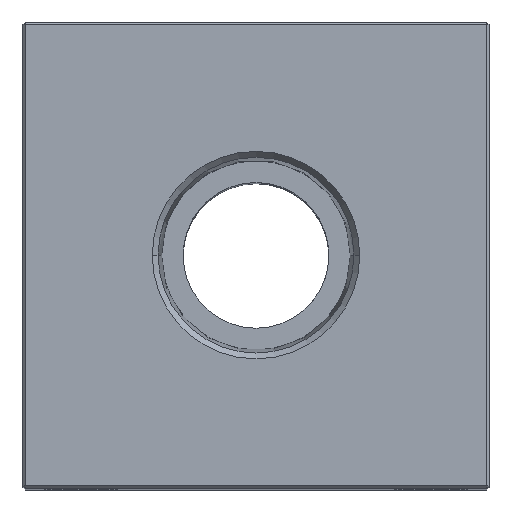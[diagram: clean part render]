
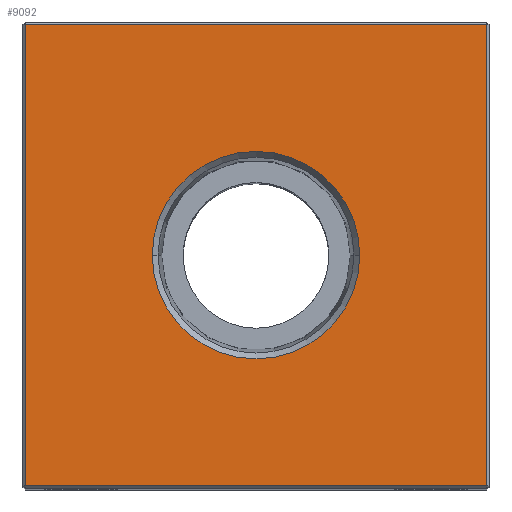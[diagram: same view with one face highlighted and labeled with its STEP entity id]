
A CAD part, top view. The second image highlights one B-rep face of the part: STEP entity #9092.
In plain terms, the highlighted planar face has unit normal (0, 0, 1).
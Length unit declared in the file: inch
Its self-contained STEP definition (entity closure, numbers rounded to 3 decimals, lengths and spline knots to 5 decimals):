
#113 = LINE ( 'NONE', #13675, #12957 ) ;
#738 = DIRECTION ( 'NONE',  ( 0., 0., 1. ) ) ;
#1248 = ORIENTED_EDGE ( 'NONE', *, *, #24043, .F. ) ;
#1280 = EDGE_CURVE ( 'NONE', #10181, #30701, #113, .T. ) ;
#2491 = CIRCLE ( 'NONE', #22257, 0.44487 ) ;
#2513 = VERTEX_POINT ( 'NONE', #32094 ) ;
#2544 = ORIENTED_EDGE ( 'NONE', *, *, #18056, .T. ) ;
#3279 = CARTESIAN_POINT ( 'NONE',  ( 0.44487, 0., 4.25 ) ) ;
#4768 = VERTEX_POINT ( 'NONE', #3279 ) ;
#4874 = ORIENTED_EDGE ( 'NONE', *, *, #8810, .T. ) ;
#6786 = VECTOR ( 'NONE', #11383, 39.37008 ) ;
#7707 = ORIENTED_EDGE ( 'NONE', *, *, #26685, .F. ) ;
#8810 = EDGE_CURVE ( 'NONE', #30701, #12184, #31536, .T. ) ;
#8876 = CARTESIAN_POINT ( 'NONE',  ( 0., 0., 4.25 ) ) ;
#9092 = ADVANCED_FACE ( 'NONE', ( #13425, #19422 ), #17529, .F. ) ;
#9147 = VECTOR ( 'NONE', #10276, 39.37008 ) ;
#9693 = CARTESIAN_POINT ( 'NONE',  ( -0.44487, 0., 4.25 ) ) ;
#10181 = VERTEX_POINT ( 'NONE', #21266 ) ;
#10237 = CARTESIAN_POINT ( 'NONE',  ( 0., 0., 4.25 ) ) ;
#10276 = DIRECTION ( 'NONE',  ( 1., 0., 0. ) ) ;
#10939 = EDGE_LOOP ( 'NONE', ( #7707, #1248 ) ) ;
#11027 = VECTOR ( 'NONE', #19117, 39.37008 ) ;
#11383 = DIRECTION ( 'NONE',  ( 0., -1., 0. ) ) ;
#11437 = DIRECTION ( 'NONE',  ( 1., 0., 0. ) ) ;
#12184 = VERTEX_POINT ( 'NONE', #31991 ) ;
#12854 = DIRECTION ( 'NONE',  ( -1., 0., 0. ) ) ;
#12957 = VECTOR ( 'NONE', #14293, 39.37008 ) ;
#13425 = FACE_OUTER_BOUND ( 'NONE', #22979, .T. ) ;
#13484 = AXIS2_PLACEMENT_3D ( 'NONE', #16086, #738, #18657 ) ;
#13675 = CARTESIAN_POINT ( 'NONE',  ( 0.99, 0., 4.25 ) ) ;
#14293 = DIRECTION ( 'NONE',  ( 0., 1., 0. ) ) ;
#14356 = VERTEX_POINT ( 'NONE', #9693 ) ;
#15460 = CARTESIAN_POINT ( 'NONE',  ( 0., -0.99, 4.25 ) ) ;
#16086 = CARTESIAN_POINT ( 'NONE',  ( 0., 0., 4.25 ) ) ;
#17529 = PLANE ( 'NONE',  #33056 ) ;
#18056 = EDGE_CURVE ( 'NONE', #2513, #10181, #29650, .T. ) ;
#18657 = DIRECTION ( 'NONE',  ( 1., 0., 0. ) ) ;
#19117 = DIRECTION ( 'NONE',  ( -1., 0., 0. ) ) ;
#19422 = FACE_BOUND ( 'NONE', #10939, .T. ) ;
#20271 = CIRCLE ( 'NONE', #13484, 0.44487 ) ;
#21266 = CARTESIAN_POINT ( 'NONE',  ( 0.99, -0.99, 4.25 ) ) ;
#21407 = CARTESIAN_POINT ( 'NONE',  ( -0.99, 0., 4.25 ) ) ;
#22257 = AXIS2_PLACEMENT_3D ( 'NONE', #8876, #26873, #11437 ) ;
#22665 = ORIENTED_EDGE ( 'NONE', *, *, #31218, .T. ) ;
#22979 = EDGE_LOOP ( 'NONE', ( #22665, #2544, #32702, #4874 ) ) ;
#23435 = CARTESIAN_POINT ( 'NONE',  ( 0.99, 0.99, 4.25 ) ) ;
#24043 = EDGE_CURVE ( 'NONE', #14356, #4768, #2491, .T. ) ;
#26500 = LINE ( 'NONE', #21407, #6786 ) ;
#26685 = EDGE_CURVE ( 'NONE', #4768, #14356, #20271, .T. ) ;
#26873 = DIRECTION ( 'NONE',  ( 0., 0., 1. ) ) ;
#28258 = DIRECTION ( 'NONE',  ( 0., 0., -1. ) ) ;
#29385 = CARTESIAN_POINT ( 'NONE',  ( 0., 0.99, 4.25 ) ) ;
#29650 = LINE ( 'NONE', #15460, #9147 ) ;
#30701 = VERTEX_POINT ( 'NONE', #23435 ) ;
#31218 = EDGE_CURVE ( 'NONE', #12184, #2513, #26500, .T. ) ;
#31536 = LINE ( 'NONE', #29385, #11027 ) ;
#31991 = CARTESIAN_POINT ( 'NONE',  ( -0.99, 0.99, 4.25 ) ) ;
#32094 = CARTESIAN_POINT ( 'NONE',  ( -0.99, -0.99, 4.25 ) ) ;
#32702 = ORIENTED_EDGE ( 'NONE', *, *, #1280, .T. ) ;
#33056 = AXIS2_PLACEMENT_3D ( 'NONE', #10237, #28258, #12854 ) ;
